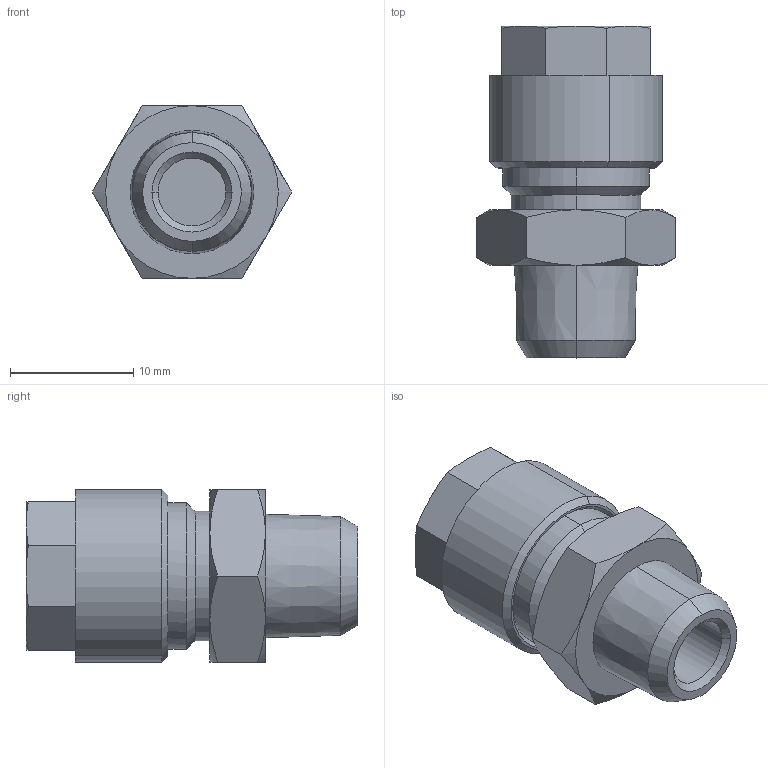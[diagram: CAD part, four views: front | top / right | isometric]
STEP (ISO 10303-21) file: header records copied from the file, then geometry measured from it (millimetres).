
FILE_DESCRIPTION (( 'STEP AP214' ), '1' );
FILE_NAME ('0100000006.step', '2012-09-28T13:16:55', ( '' ), ( '' ), 'SwSTEP 2.0', 'SolidWorks 2012', '' );
FILE_SCHEMA (( 'AUTOMOTIVE_DESIGN' ));
Length unit declared in the file: millimetre
Products named in the file (1): 0100000006
Bounding box: 16.17 x 26.9 x 14 mm (x, y, z)
Volume: 3106.1 mm3; surface area: 1610 mm2
Topology: 1 solids, 2 shells, 72 faces, 156 edges, 93 vertices
Faces by surface type: cone 35, plane 23, cylinder 12, torus 2
Entity records: 2875 total; most frequent: CARTESIAN_POINT 506, DIRECTION 329, ORIENTED_EDGE 312, EDGE_CURVE 156, AXIS2_PLACEMENT_3D 140, VERTEX_POINT 93, EDGE_LOOP 79, UNCERTAINTY_MEASURE_WITH_UNIT 75
